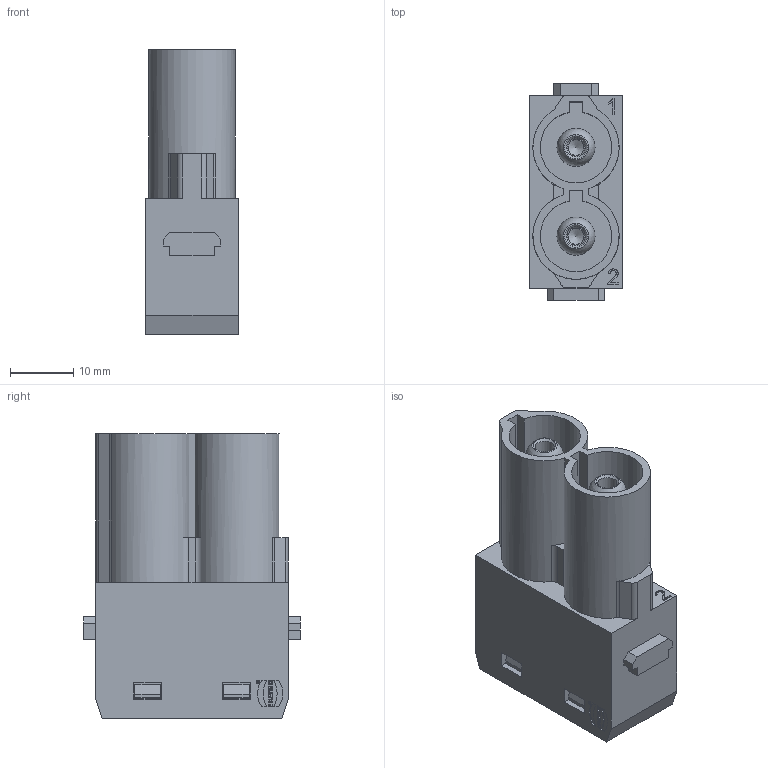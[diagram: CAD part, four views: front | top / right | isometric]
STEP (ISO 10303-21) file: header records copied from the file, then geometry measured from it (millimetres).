
FILE_DESCRIPTION(/* description */ (''),/* implementation_level */ '2;1');
FILE_NAME(/* name */ '100530509ugm000_d.stp',/* time_stamp */ '2019-05-08T12:35:27+02:00',/* author */ (''),/* organization */ (''),/* preprocessor_version */ 'ST-DEVELOPER v16.7',/* originating_system */ 'SIEMENS PLM Software NX 12.0',/* authorisation */ '');
FILE_SCHEMA (('AUTOMOTIVE_DESIGN { 1 0 10303 214 3 1 1 1 }'));
Length unit declared in the file: millimetre
Products named in the file (1): 100530509ugm000_d
Bounding box: 14.65 x 34.2 x 44.85 mm (x, y, z)
Volume: 11932.4 mm3; surface area: 8043.2 mm2
Topology: 1 solids, 1 shells, 285 faces, 810 edges, 648 vertices
Faces by surface type: plane 217, cylinder 39, cone 16, extrusion 7, bspline 4, sphere 2
Full cylindrical faces by diameter (mm): 0.455 x1, 0.538 x1, 2.5 x2, 3 x2, 6 x2, 6.5 x2, 8.95 x2, 9 x2
Entity records: 10516 total; most frequent: CARTESIAN_POINT 2068, DIRECTION 1387, ORIENTED_EDGE 1340, EDGE_CURVE 670, VECTOR 593, LINE 586, VERTEX_POINT 462, AXIS2_PLACEMENT_3D 397
